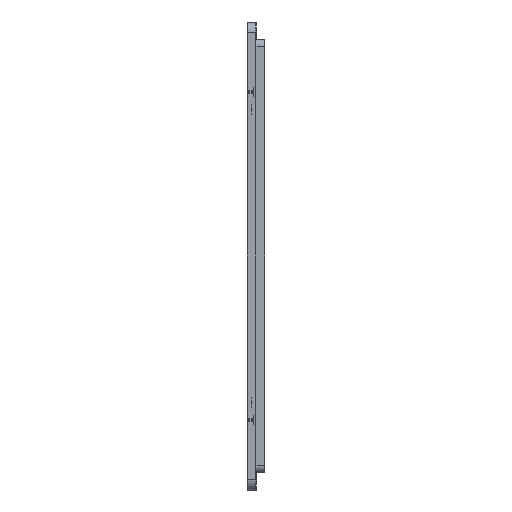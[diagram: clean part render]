
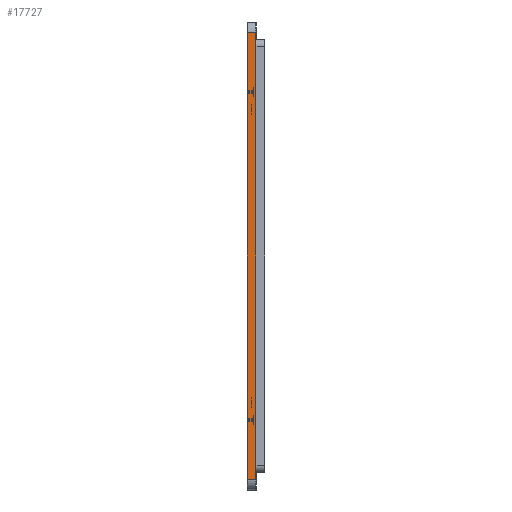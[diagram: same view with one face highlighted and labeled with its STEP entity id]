
A CAD part, left-side view. The second image highlights one B-rep face of the part: STEP entity #17727.
In plain terms, the highlighted planar face has unit normal (-1, 0, 0).
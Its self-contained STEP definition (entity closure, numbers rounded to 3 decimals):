
#709 = CARTESIAN_POINT ( 'NONE',  ( -266., 5., -127.4 ) ) ;
#817 = CARTESIAN_POINT ( 'NONE',  ( -266., 10., 127.4 ) ) ;
#835 = DIRECTION ( 'NONE',  ( 1., 0., 0. ) ) ;
#1287 = ORIENTED_EDGE ( 'NONE', *, *, #16958, .F. ) ;
#1610 = CARTESIAN_POINT ( 'NONE',  ( -266., 10., -127.4 ) ) ;
#2139 = LINE ( 'NONE', #10872, #18193 ) ;
#2945 = FACE_OUTER_BOUND ( 'NONE', #8984, .T. ) ;
#3948 = ORIENTED_EDGE ( 'NONE', *, *, #11712, .T. ) ;
#5054 = DIRECTION ( 'NONE',  ( 0., -1., 0. ) ) ;
#5452 = VERTEX_POINT ( 'NONE', #709 ) ;
#5689 = EDGE_CURVE ( 'NONE', #16648, #5452, #19375, .T. ) ;
#6301 = DIRECTION ( 'NONE',  ( 0., 0., 1. ) ) ;
#6535 = CARTESIAN_POINT ( 'NONE',  ( -266., 5., 127.4 ) ) ;
#7906 = DIRECTION ( 'NONE',  ( 0., 0., -1. ) ) ;
#8111 = DIRECTION ( 'NONE',  ( 0., 0., 1. ) ) ;
#8336 = CARTESIAN_POINT ( 'NONE',  ( -266., 10., -127.4 ) ) ;
#8984 = EDGE_LOOP ( 'NONE', ( #3948, #1287, #20812, #11568 ) ) ;
#9183 = DIRECTION ( 'NONE',  ( 0., -1., 0. ) ) ;
#10581 = VECTOR ( 'NONE', #6301, 1000. ) ;
#10872 = CARTESIAN_POINT ( 'NONE',  ( -266., 10., 127.4 ) ) ;
#11568 = ORIENTED_EDGE ( 'NONE', *, *, #5689, .T. ) ;
#11618 = CARTESIAN_POINT ( 'NONE',  ( -266., 10., 127.4 ) ) ;
#11712 = EDGE_CURVE ( 'NONE', #5452, #17110, #13681, .T. ) ;
#13681 = LINE ( 'NONE', #6535, #10581 ) ;
#14568 = VECTOR ( 'NONE', #5054, 1000. ) ;
#14894 = EDGE_CURVE ( 'NONE', #16648, #16071, #17485, .T. ) ;
#16071 = VERTEX_POINT ( 'NONE', #16622 ) ;
#16304 = AXIS2_PLACEMENT_3D ( 'NONE', #11618, #835, #7906 ) ;
#16622 = CARTESIAN_POINT ( 'NONE',  ( -266., 10., 127.4 ) ) ;
#16648 = VERTEX_POINT ( 'NONE', #8336 ) ;
#16958 = EDGE_CURVE ( 'NONE', #16071, #17110, #2139, .T. ) ;
#17110 = VERTEX_POINT ( 'NONE', #20784 ) ;
#17485 = LINE ( 'NONE', #817, #18890 ) ;
#17727 = ADVANCED_FACE ( 'NONE', ( #2945 ), #20604, .F. ) ;
#18193 = VECTOR ( 'NONE', #9183, 1000. ) ;
#18890 = VECTOR ( 'NONE', #8111, 1000. ) ;
#19375 = LINE ( 'NONE', #1610, #14568 ) ;
#20604 = PLANE ( 'NONE',  #16304 ) ;
#20784 = CARTESIAN_POINT ( 'NONE',  ( -266., 5., 127.4 ) ) ;
#20812 = ORIENTED_EDGE ( 'NONE', *, *, #14894, .F. ) ;
